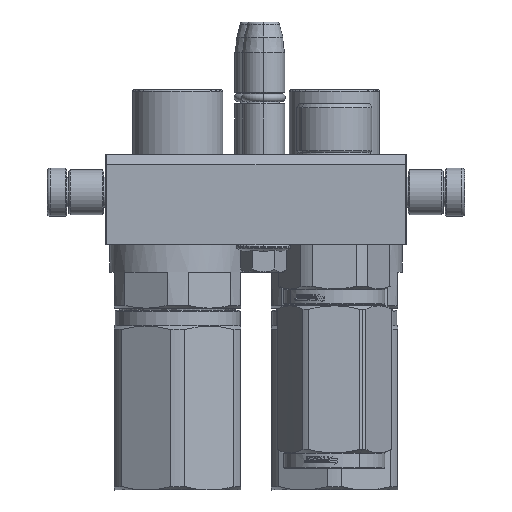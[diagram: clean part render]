
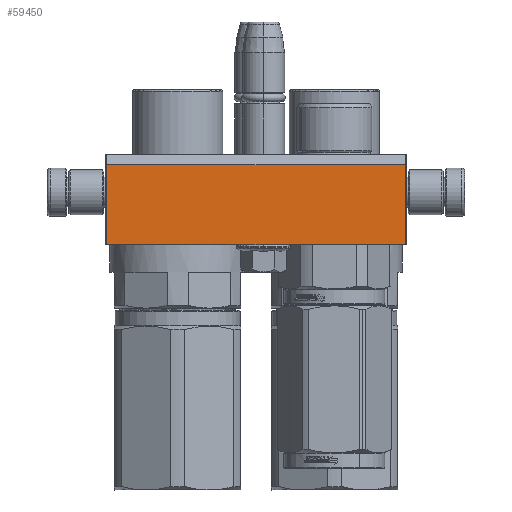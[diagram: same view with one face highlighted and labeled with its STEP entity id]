
A CAD part, left-side view. The second image highlights one B-rep face of the part: STEP entity #59450.
In plain terms, the highlighted face is planar.
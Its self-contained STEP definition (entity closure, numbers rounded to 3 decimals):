
#1293 = EDGE_CURVE ( 'NONE', #24666, #44086, #33340, .T. ) ;
#3728 = LINE ( 'NONE', #40798, #55794 ) ;
#5515 = DIRECTION ( 'NONE',  ( 0., 1., 0. ) ) ;
#5619 = CARTESIAN_POINT ( 'NONE',  ( 49.5, -15., 56. ) ) ;
#5905 = VECTOR ( 'NONE', #41588, 1000. ) ;
#8006 = PLANE ( 'NONE',  #51207 ) ;
#9227 = EDGE_CURVE ( 'NONE', #48231, #44086, #14587, .T. ) ;
#10428 = DIRECTION ( 'NONE',  ( 1., 0., 0. ) ) ;
#12703 = VECTOR ( 'NONE', #10428, 1000. ) ;
#14587 = LINE ( 'NONE', #15991, #5905 ) ;
#15991 = CARTESIAN_POINT ( 'NONE',  ( -49.5, 11.536, 56. ) ) ;
#17539 = CARTESIAN_POINT ( 'NONE',  ( 49.5, 11.536, 56. ) ) ;
#18205 = EDGE_LOOP ( 'NONE', ( #40596, #26469, #21448, #61634 ) ) ;
#20003 = FACE_OUTER_BOUND ( 'NONE', #18205, .T. ) ;
#21448 = ORIENTED_EDGE ( 'NONE', *, *, #9227, .F. ) ;
#21866 = CARTESIAN_POINT ( 'NONE',  ( -49.5, 11.536, 56. ) ) ;
#22130 = VERTEX_POINT ( 'NONE', #41362 ) ;
#22231 = LINE ( 'NONE', #49960, #12703 ) ;
#24666 = VERTEX_POINT ( 'NONE', #5619 ) ;
#26469 = ORIENTED_EDGE ( 'NONE', *, *, #1293, .T. ) ;
#26923 = VECTOR ( 'NONE', #45139, 1000. ) ;
#29556 = EDGE_CURVE ( 'NONE', #22130, #48231, #3728, .T. ) ;
#29715 = CARTESIAN_POINT ( 'NONE',  ( 49.5, -15., 56. ) ) ;
#33340 = LINE ( 'NONE', #29715, #26923 ) ;
#34098 = CARTESIAN_POINT ( 'NONE',  ( -50., -15., 56. ) ) ;
#40596 = ORIENTED_EDGE ( 'NONE', *, *, #60449, .T. ) ;
#40798 = CARTESIAN_POINT ( 'NONE',  ( -49.5, -15., 56. ) ) ;
#41362 = CARTESIAN_POINT ( 'NONE',  ( -49.5, -15., 56. ) ) ;
#41588 = DIRECTION ( 'NONE',  ( 1., 0., 0. ) ) ;
#44086 = VERTEX_POINT ( 'NONE', #17539 ) ;
#45139 = DIRECTION ( 'NONE',  ( 0., 1., 0. ) ) ;
#48231 = VERTEX_POINT ( 'NONE', #21866 ) ;
#49960 = CARTESIAN_POINT ( 'NONE',  ( -49.5, -15., 56. ) ) ;
#51207 = AXIS2_PLACEMENT_3D ( 'NONE', #34098, #64232, #63811 ) ;
#55794 = VECTOR ( 'NONE', #5515, 1000. ) ;
#59450 = ADVANCED_FACE ( 'NONE', ( #20003 ), #8006, .T. ) ;
#60449 = EDGE_CURVE ( 'NONE', #22130, #24666, #22231, .T. ) ;
#61634 = ORIENTED_EDGE ( 'NONE', *, *, #29556, .F. ) ;
#63811 = DIRECTION ( 'NONE',  ( 1., 0., 0. ) ) ;
#64232 = DIRECTION ( 'NONE',  ( 0., 0., 1. ) ) ;
